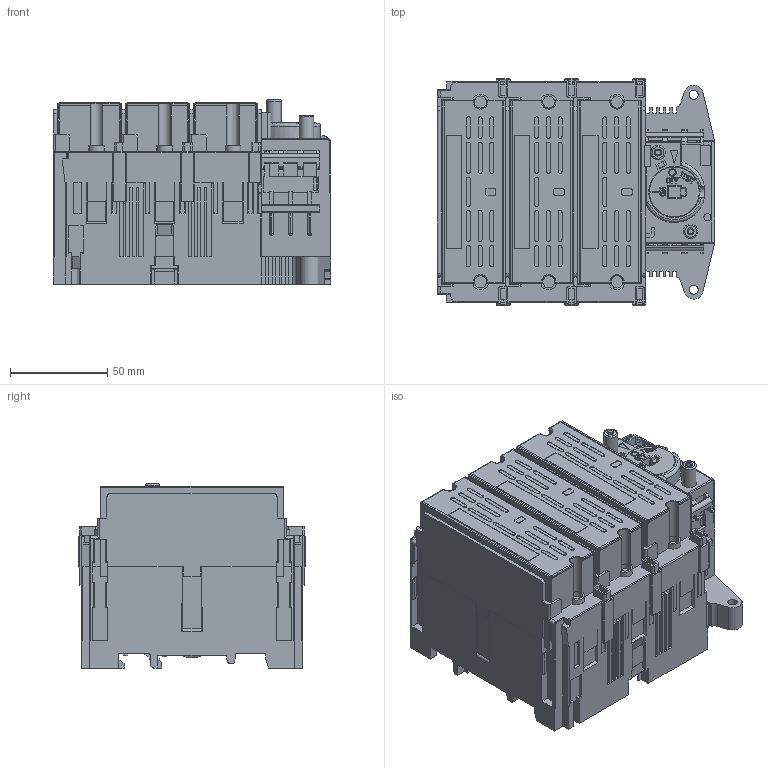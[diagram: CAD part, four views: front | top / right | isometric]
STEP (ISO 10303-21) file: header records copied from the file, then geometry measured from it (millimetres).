
FILE_DESCRIPTION(/* description */ (''),/* implementation_level */ '2;1');
FILE_NAME(/* name */ '194R-N60-1753.stp',/* time_stamp */ '2015-04-27T14:30:32+02:00',/* author */ (''),/* organization */ (''),/* preprocessor_version */ 'ST-DEVELOPER v16',/* originating_system */ 'SIEMENS PLM Software NX 10.0',/* authorisation */ '');
FILE_SCHEMA (('CONFIG_CONTROL_DESIGN'));
Products named in the file (1): 14_482_152
Bounding box: 142.24 x 116 x 94.5 mm (x, y, z)
Volume: 1115073.3 mm3; surface area: 138967.9 mm2
Topology: 1 solids, 10 shells, 2592 faces, 7189 edges, 4671 vertices
Faces by surface type: plane 1834, cylinder 653, torus 40, sphere 33, extrusion 20, bspline 10, cone 2
Full cylindrical faces by diameter (mm): 2.5 x1, 2.6 x2, 3 x1, 3.7 x1, 3.75 x1, 4 x1, 4.2 x1, 4.7 x2, 5.2 x1, 6.2 x6, 7.4 x2, 8.2 x4, 8.8 x1
Entity records: 83436 total; most frequent: CARTESIAN_POINT 16778, ORIENTED_EDGE 14224, DIRECTION 13315, EDGE_CURVE 7112, VECTOR 5491, LINE 5471, VERTEX_POINT 4656, AXIS2_PLACEMENT_3D 3912
